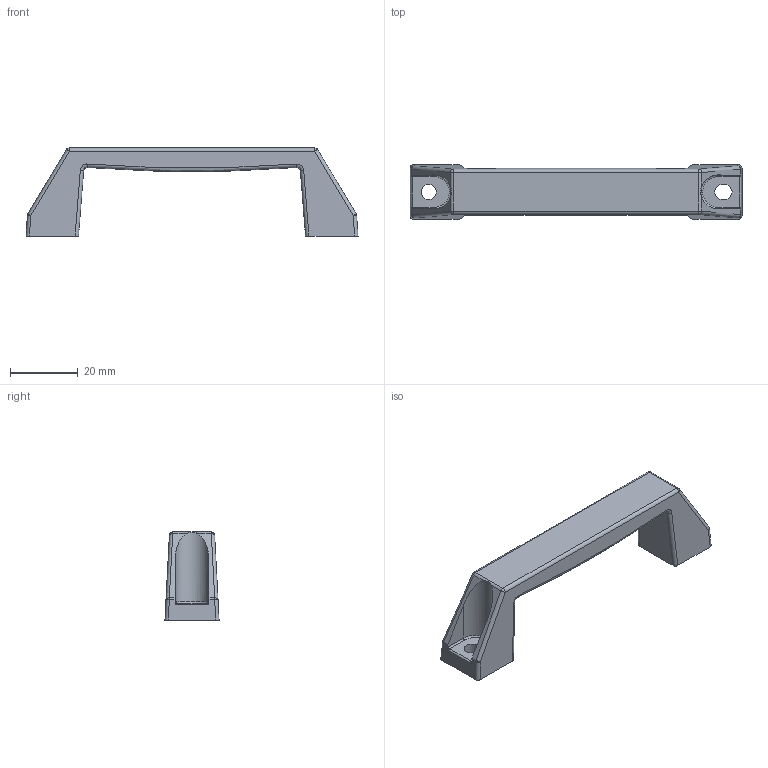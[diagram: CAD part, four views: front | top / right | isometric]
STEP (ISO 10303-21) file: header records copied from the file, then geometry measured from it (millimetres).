
FILE_DESCRIPTION( (''), '2;1');
FILE_NAME ('PC013.24868.THA-438B_29003.stp','2023-10-04T14:37:13',(''),(''),'spGate 19.8.4 (****-****-****-****)','','');
FILE_SCHEMA (('AUTOMOTIVE_DESIGN'));
Length unit declared in the file: millimetre
Bounding box: 98 x 16 x 26 mm (x, y, z)
Volume: 12232.6 mm3; surface area: 6244.2 mm2
Topology: 1 solids, 1 shells, 80 faces, 202 edges, 112 vertices
Faces by surface type: cylinder 35, plane 21, bspline 16, sphere 8
Entity records: 4237 total; most frequent: CARTESIAN_POINT 910, ORIENTED_EDGE 380, DIRECTION 346, COLOUR_RGB 271, PRESENTATION_STYLE_ASSIGNMENT 271, STYLED_ITEM 271, EDGE_CURVE 190, DRAUGHTING_PRE_DEFINED_CURVE_FONT 190
